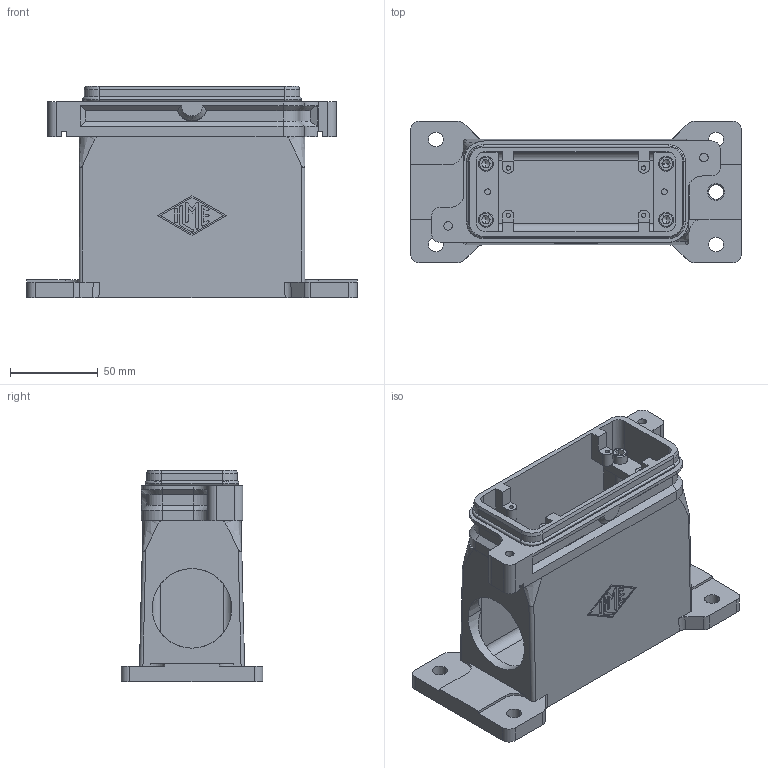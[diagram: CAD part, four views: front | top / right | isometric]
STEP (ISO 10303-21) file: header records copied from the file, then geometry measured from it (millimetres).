
FILE_DESCRIPTION(('CoCreate Modeling STEP Export'),'2;1');
FILE_NAME('CGP 16.36.stp','2009-06-05T11:00:16',(''),(''),'CoCreate Modeling STEP processor for AP214 (Solid Model)','CoCreate Modeling 16.00A 16-Aug-2008 (C) Parametric Technology GmbH','');
FILE_SCHEMA(('AUTOMOTIVE_DESIGN { 1 0 10303 214 1 1 1 1 }'));
Length unit declared in the file: millimetre
Products named in the file (2): MSBO9681
Assembly tree (1 placements, depth 2):
  MSBO9681
    MSBO9681
Bounding box: 189 x 81 x 121 mm (x, y, z)
Volume: 369685.3 mm3; surface area: 120338.8 mm2
Topology: 1 solids, 8 shells, 503 faces, 1310 edges, 824 vertices
Faces by surface type: plane 268, cylinder 172, cone 31, torus 24, bspline 4, sphere 4
Entity records: 19113 total; most frequent: CARTESIAN_POINT 3194, ORIENTED_EDGE 2600, DIRECTION 2326, EDGE_CURVE 1298, VERTEX_POINT 824, VECTOR 808, LINE 808, AXIS2_PLACEMENT_3D 759
